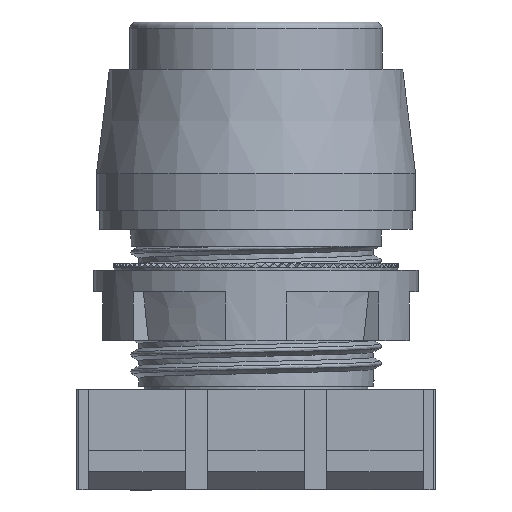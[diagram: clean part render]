
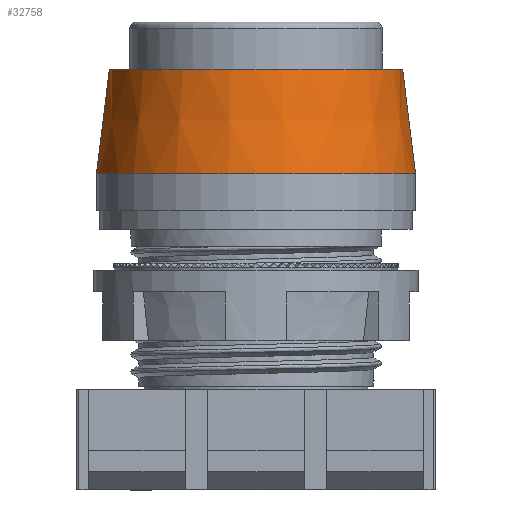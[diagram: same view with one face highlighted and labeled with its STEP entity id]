
A CAD part, front view. The second image highlights one B-rep face of the part: STEP entity #32758.
In plain terms, the highlighted conical face has half-angle 7 degrees and reference radius 14 mm.
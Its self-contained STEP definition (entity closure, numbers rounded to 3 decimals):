
#1998=CONICAL_SURFACE('',#35480,14.,0.122);
#2793=CIRCLE('',#34200,12.874);
#3471=CIRCLE('',#35481,14.);
#4691=FACE_OUTER_BOUND('',#6521,.T.);
#6521=EDGE_LOOP('',(#25592,#25593,#25594,#25595));
#9065=LINE('',#52835,#12036);
#9068=LINE('',#52841,#12039);
#12036=VECTOR('',#41478,10.);
#12039=VECTOR('',#41483,10.);
#14176=VERTEX_POINT('',#48120);
#14178=VERTEX_POINT('',#48124);
#15351=VERTEX_POINT('',#52834);
#15353=VERTEX_POINT('',#52840);
#17267=EDGE_CURVE('',#14176,#14178,#2793,.T.);
#19007=EDGE_CURVE('',#15351,#14176,#9065,.T.);
#19010=EDGE_CURVE('',#15353,#14178,#9068,.T.);
#19011=EDGE_CURVE('',#15351,#15353,#3471,.T.);
#25592=ORIENTED_EDGE('',*,*,#17267,.T.);
#25593=ORIENTED_EDGE('',*,*,#19010,.F.);
#25594=ORIENTED_EDGE('',*,*,#19011,.F.);
#25595=ORIENTED_EDGE('',*,*,#19007,.T.);
#32758=ADVANCED_FACE('',(#4691),#1998,.T.);
#34200=AXIS2_PLACEMENT_3D('',#48126,#37975,#37976);
#35480=AXIS2_PLACEMENT_3D('',#52839,#41481,#41482);
#35481=AXIS2_PLACEMENT_3D('',#52842,#41484,#41485);
#37975=DIRECTION('center_axis',(0.,0.,
-1.));
#37976=DIRECTION('ref_axis',(1.,0.,0.));
#41478=DIRECTION('',(-0.122,0.,0.993));
#41481=DIRECTION('center_axis',(0.,0.,
-1.));
#41482=DIRECTION('ref_axis',(1.,0.,0.));
#41483=DIRECTION('',(0.122,0.,0.993));
#41484=DIRECTION('center_axis',(0.,0.,
-1.));
#41485=DIRECTION('ref_axis',(1.,0.,0.));
#48120=CARTESIAN_POINT('',(12.874,-11.5,12.44));
#48124=CARTESIAN_POINT('',(-12.874,-11.5,12.44));
#48126=CARTESIAN_POINT('Origin',(0.,-11.5,12.44));
#52834=CARTESIAN_POINT('',(14.,-11.5,3.27));
#52835=CARTESIAN_POINT('',(14.,-11.5,3.27));
#52839=CARTESIAN_POINT('Origin',(0.,-11.5,3.27));
#52840=CARTESIAN_POINT('',(-14.,-11.5,3.27));
#52841=CARTESIAN_POINT('',(-14.,-11.5,3.27));
#52842=CARTESIAN_POINT('Origin',(0.,-11.5,3.27));
